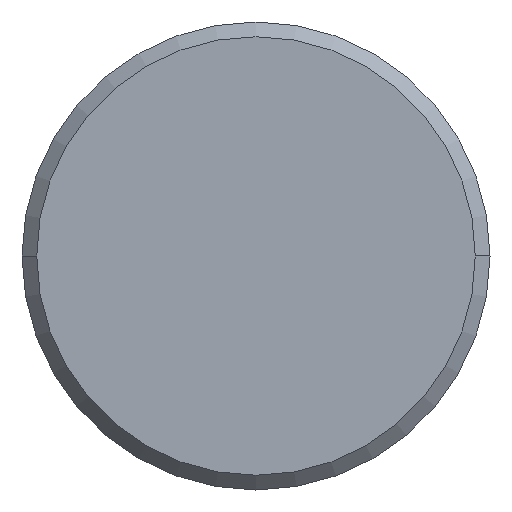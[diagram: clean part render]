
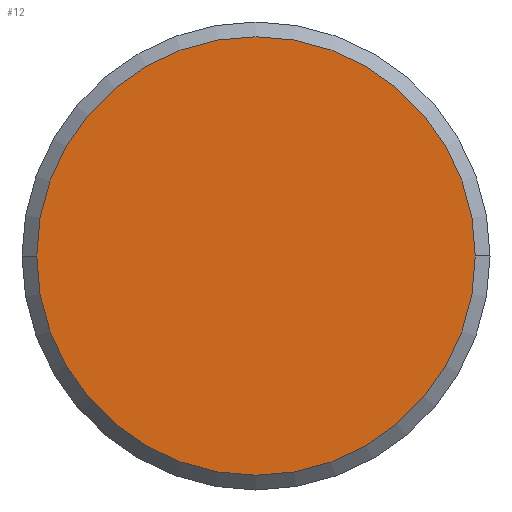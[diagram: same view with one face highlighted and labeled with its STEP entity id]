
A CAD part, left-side view. The second image highlights one B-rep face of the part: STEP entity #12.
In plain terms, the highlighted planar face has unit normal (-1, 0, 0).
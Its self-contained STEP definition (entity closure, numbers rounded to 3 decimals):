
#12 = ADVANCED_FACE ( 'NONE', ( #20 ), #210, .T. ) ;
#13 = DIRECTION ( 'NONE',  ( 1., 0., 0. ) ) ;
#20 = FACE_OUTER_BOUND ( 'NONE', #22, .T. ) ;
#22 = EDGE_LOOP ( 'NONE', ( #128, #83 ) ) ;
#69 = VERTEX_POINT ( 'NONE', #245 ) ;
#75 = AXIS2_PLACEMENT_3D ( 'NONE', #217, #13, #216 ) ;
#83 = ORIENTED_EDGE ( 'NONE', *, *, #174, .F. ) ;
#91 = AXIS2_PLACEMENT_3D ( 'NONE', #232, #153, #286 ) ;
#121 = AXIS2_PLACEMENT_3D ( 'NONE', #195, #256, #252 ) ;
#128 = ORIENTED_EDGE ( 'NONE', *, *, #159, .F. ) ;
#152 = VERTEX_POINT ( 'NONE', #251 ) ;
#153 = DIRECTION ( 'NONE',  ( 1., 0., 0. ) ) ;
#159 = EDGE_CURVE ( 'NONE', #69, #152, #197, .T. ) ;
#174 = EDGE_CURVE ( 'NONE', #152, #69, #230, .T. ) ;
#195 = CARTESIAN_POINT ( 'NONE',  ( -43.45, 0., 0. ) ) ;
#197 = CIRCLE ( 'NONE', #91, 4.463 ) ;
#210 = PLANE ( 'NONE',  #121 ) ;
#216 = DIRECTION ( 'NONE',  ( 0., 1., 0. ) ) ;
#217 = CARTESIAN_POINT ( 'NONE',  ( -43.45, 0., 0. ) ) ;
#230 = CIRCLE ( 'NONE', #75, 4.463 ) ;
#232 = CARTESIAN_POINT ( 'NONE',  ( -43.45, 0., 0. ) ) ;
#245 = CARTESIAN_POINT ( 'NONE',  ( -43.45, 4.462, 0. ) ) ;
#251 = CARTESIAN_POINT ( 'NONE',  ( -43.45, -4.463, 0. ) ) ;
#252 = DIRECTION ( 'NONE',  ( 0., -1., 0. ) ) ;
#256 = DIRECTION ( 'NONE',  ( -1., 0., 0. ) ) ;
#286 = DIRECTION ( 'NONE',  ( 0., 1., 0. ) ) ;
